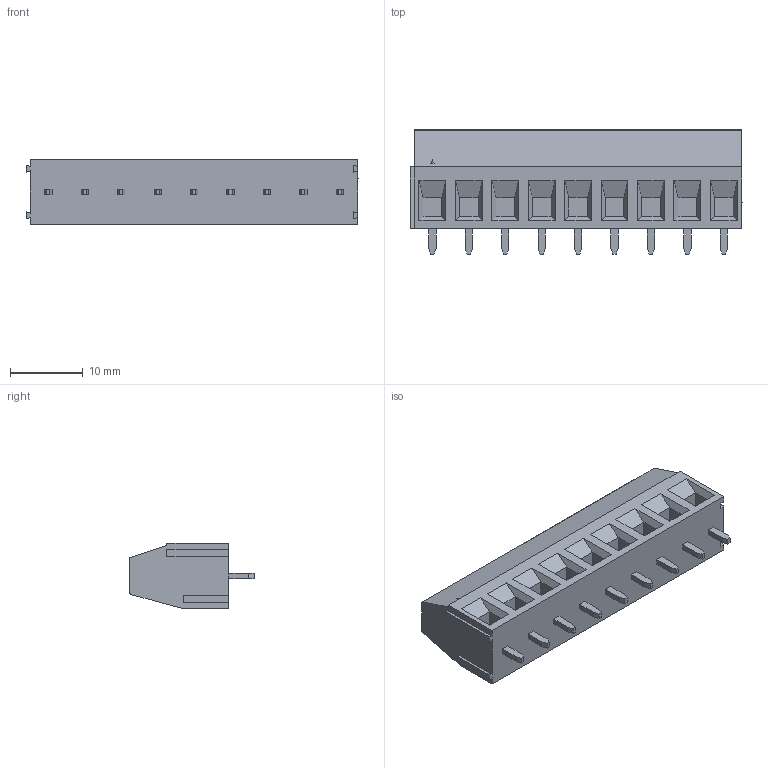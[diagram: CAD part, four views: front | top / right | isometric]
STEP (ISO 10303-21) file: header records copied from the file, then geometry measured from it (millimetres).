
FILE_DESCRIPTION (( 'STEP AP214' ), '1' );
FILE_NAME ('DG125-5.0-09P-14-00AH.STEP', '2021-01-11T18:56:23', ( '' ), ( '' ), 'SwSTEP 2.0', 'SolidWorks 2020', '' );
FILE_SCHEMA (( 'AUTOMOTIVE_DESIGN' ));
Length unit declared in the file: millimetre
Products named in the file (1): DG125-5.0-09P-14-00AH
Bounding box: 45.57 x 17.1 x 9 mm (x, y, z)
Volume: 4316.5 mm3; surface area: 3385.4 mm2
Topology: 1 solids, 1 shells, 830 faces, 2101 edges, 1351 vertices
Faces by surface type: plane 465, bspline 200, cylinder 88, torus 45, cone 32
Entity records: 40154 total; most frequent: CARTESIAN_POINT 15599, ORIENTED_EDGE 4202, DIRECTION 3297, EDGE_CURVE 2101, VERTEX_POINT 1351, VECTOR 1331, LINE 1331, AXIS2_PLACEMENT_3D 983
